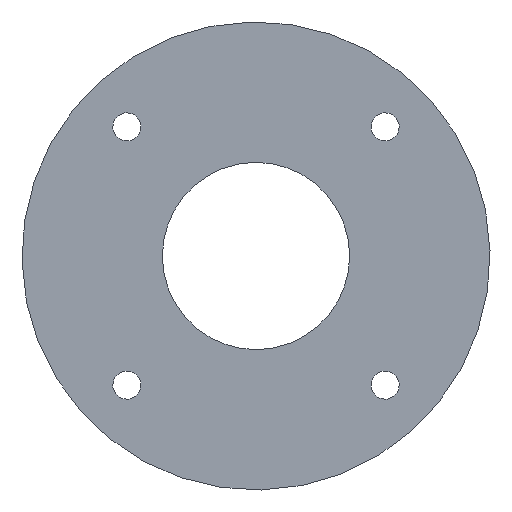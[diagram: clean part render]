
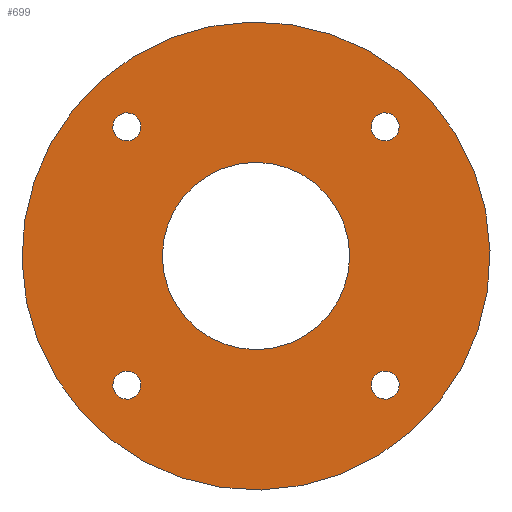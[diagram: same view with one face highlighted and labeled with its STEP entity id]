
A CAD part, front view. The second image highlights one B-rep face of the part: STEP entity #699.
In plain terms, the highlighted planar face has unit normal (0, -1, 0).
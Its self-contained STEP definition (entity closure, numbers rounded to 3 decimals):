
#121=CARTESIAN_POINT('Axis2P3D Location',(0.,0.,0.)) ;
#125=CARTESIAN_POINT('Vertex',(-9.589,0.,-17.552)) ;
#127=CARTESIAN_POINT('Vertex',(9.589,0.,17.552)) ;
#397=CARTESIAN_POINT('Vertex',(-23.971,0.,-43.879)) ;
#400=CARTESIAN_POINT('Axis2P3D Location',(0.,0.,0.)) ;
#404=CARTESIAN_POINT('Vertex',(23.971,0.,43.879)) ;
#419=CARTESIAN_POINT('Axis2P3D Location',(0.,0.,0.)) ;
#436=CARTESIAN_POINT('Axis2P3D Location',(27.577,0.,27.577)) ;
#440=CARTESIAN_POINT('Vertex',(26.644,0.,30.428)) ;
#442=CARTESIAN_POINT('Vertex',(28.51,0.,24.726)) ;
#462=CARTESIAN_POINT('Axis2P3D Location',(27.577,0.,27.577)) ;
#479=CARTESIAN_POINT('Axis2P3D Location',(-27.577,0.,27.577)) ;
#483=CARTESIAN_POINT('Vertex',(-30.428,0.,26.644)) ;
#485=CARTESIAN_POINT('Vertex',(-24.726,0.,28.51)) ;
#505=CARTESIAN_POINT('Axis2P3D Location',(-27.577,0.,27.577)) ;
#522=CARTESIAN_POINT('Axis2P3D Location',(-27.577,0.,-27.577)) ;
#526=CARTESIAN_POINT('Vertex',(-26.644,0.,-30.428)) ;
#528=CARTESIAN_POINT('Vertex',(-28.51,0.,-24.726)) ;
#548=CARTESIAN_POINT('Axis2P3D Location',(-27.577,0.,-27.577)) ;
#565=CARTESIAN_POINT('Axis2P3D Location',(27.577,0.,-27.577)) ;
#569=CARTESIAN_POINT('Vertex',(30.428,0.,-26.644)) ;
#571=CARTESIAN_POINT('Vertex',(24.726,0.,-28.51)) ;
#591=CARTESIAN_POINT('Axis2P3D Location',(27.577,0.,-27.577)) ;
#665=CARTESIAN_POINT('Axis2P3D Location',(0.,0.,50.)) ;
#678=CARTESIAN_POINT('Axis2P3D Location',(0.,0.,0.)) ;
#122=DIRECTION('Axis2P3D Direction',(0.,1.,0.)) ;
#401=DIRECTION('Axis2P3D Direction',(0.,1.,0.)) ;
#420=DIRECTION('Axis2P3D Direction',(0.,1.,0.)) ;
#437=DIRECTION('Axis2P3D Direction',(0.,1.,0.)) ;
#463=DIRECTION('Axis2P3D Direction',(0.,1.,0.)) ;
#480=DIRECTION('Axis2P3D Direction',(-0.,1.,0.)) ;
#506=DIRECTION('Axis2P3D Direction',(-0.,1.,0.)) ;
#523=DIRECTION('Axis2P3D Direction',(0.,1.,-0.)) ;
#549=DIRECTION('Axis2P3D Direction',(0.,1.,-0.)) ;
#566=DIRECTION('Axis2P3D Direction',(0.,1.,0.)) ;
#592=DIRECTION('Axis2P3D Direction',(0.,1.,0.)) ;
#666=DIRECTION('Axis2P3D Direction',(0.,1.,0.)) ;
#667=DIRECTION('Axis2P3D XDirection',(1.,-0.,0.)) ;
#679=DIRECTION('Axis2P3D Direction',(0.,1.,0.)) ;
#123=AXIS2_PLACEMENT_3D('Circle Axis2P3D',#121,#122,$) ;
#402=AXIS2_PLACEMENT_3D('Circle Axis2P3D',#400,#401,$) ;
#421=AXIS2_PLACEMENT_3D('Circle Axis2P3D',#419,#420,$) ;
#438=AXIS2_PLACEMENT_3D('Circle Axis2P3D',#436,#437,$) ;
#464=AXIS2_PLACEMENT_3D('Circle Axis2P3D',#462,#463,$) ;
#481=AXIS2_PLACEMENT_3D('Circle Axis2P3D',#479,#480,$) ;
#507=AXIS2_PLACEMENT_3D('Circle Axis2P3D',#505,#506,$) ;
#524=AXIS2_PLACEMENT_3D('Circle Axis2P3D',#522,#523,$) ;
#550=AXIS2_PLACEMENT_3D('Circle Axis2P3D',#548,#549,$) ;
#567=AXIS2_PLACEMENT_3D('Circle Axis2P3D',#565,#566,$) ;
#593=AXIS2_PLACEMENT_3D('Circle Axis2P3D',#591,#592,$) ;
#668=AXIS2_PLACEMENT_3D('Plane Axis2P3D',#665,#666,#667) ;
#680=AXIS2_PLACEMENT_3D('Circle Axis2P3D',#678,#679,$) ;
#671=ORIENTED_EDGE('',*,*,#423,.F.) ;
#672=ORIENTED_EDGE('',*,*,#406,.F.) ;
#675=ORIENTED_EDGE('',*,*,#573,.T.) ;
#676=ORIENTED_EDGE('',*,*,#595,.T.) ;
#684=ORIENTED_EDGE('',*,*,#129,.T.) ;
#685=ORIENTED_EDGE('',*,*,#682,.T.) ;
#688=ORIENTED_EDGE('',*,*,#552,.T.) ;
#689=ORIENTED_EDGE('',*,*,#530,.T.) ;
#692=ORIENTED_EDGE('',*,*,#509,.T.) ;
#693=ORIENTED_EDGE('',*,*,#487,.T.) ;
#696=ORIENTED_EDGE('',*,*,#466,.T.) ;
#697=ORIENTED_EDGE('',*,*,#444,.T.) ;
#677=FACE_BOUND('',#674,.T.) ;
#686=FACE_BOUND('',#683,.T.) ;
#690=FACE_BOUND('',#687,.T.) ;
#694=FACE_BOUND('',#691,.T.) ;
#698=FACE_BOUND('',#695,.T.) ;
#699=ADVANCED_FACE('Corps principal',(#673,#677,#686,#690,#694,#698),#669,.F.) ;
#124=CIRCLE('generated circle',#123,20.) ;
#403=CIRCLE('generated circle',#402,50.) ;
#422=CIRCLE('generated circle',#421,50.) ;
#439=CIRCLE('generated circle',#438,3.) ;
#465=CIRCLE('generated circle',#464,3.) ;
#482=CIRCLE('generated circle',#481,3.) ;
#508=CIRCLE('generated circle',#507,3.) ;
#525=CIRCLE('generated circle',#524,3.) ;
#551=CIRCLE('generated circle',#550,3.) ;
#568=CIRCLE('generated circle',#567,3.) ;
#594=CIRCLE('generated circle',#593,3.) ;
#681=CIRCLE('generated circle',#680,20.) ;
#129=EDGE_CURVE('',#126,#128,#124,.T.) ;
#406=EDGE_CURVE('',#398,#405,#403,.T.) ;
#423=EDGE_CURVE('',#405,#398,#422,.T.) ;
#444=EDGE_CURVE('',#441,#443,#439,.T.) ;
#466=EDGE_CURVE('',#443,#441,#465,.T.) ;
#487=EDGE_CURVE('',#484,#486,#482,.T.) ;
#509=EDGE_CURVE('',#486,#484,#508,.T.) ;
#530=EDGE_CURVE('',#527,#529,#525,.T.) ;
#552=EDGE_CURVE('',#529,#527,#551,.T.) ;
#573=EDGE_CURVE('',#570,#572,#568,.T.) ;
#595=EDGE_CURVE('',#572,#570,#594,.T.) ;
#682=EDGE_CURVE('',#128,#126,#681,.T.) ;
#670=EDGE_LOOP('',(#671,#672)) ;
#674=EDGE_LOOP('',(#675,#676)) ;
#683=EDGE_LOOP('',(#684,#685)) ;
#687=EDGE_LOOP('',(#688,#689)) ;
#691=EDGE_LOOP('',(#692,#693)) ;
#695=EDGE_LOOP('',(#696,#697)) ;
#673=FACE_OUTER_BOUND('',#670,.T.) ;
#669=PLANE('Plane',#668) ;
#126=VERTEX_POINT('',#125) ;
#128=VERTEX_POINT('',#127) ;
#398=VERTEX_POINT('',#397) ;
#405=VERTEX_POINT('',#404) ;
#441=VERTEX_POINT('',#440) ;
#443=VERTEX_POINT('',#442) ;
#484=VERTEX_POINT('',#483) ;
#486=VERTEX_POINT('',#485) ;
#527=VERTEX_POINT('',#526) ;
#529=VERTEX_POINT('',#528) ;
#570=VERTEX_POINT('',#569) ;
#572=VERTEX_POINT('',#571) ;
